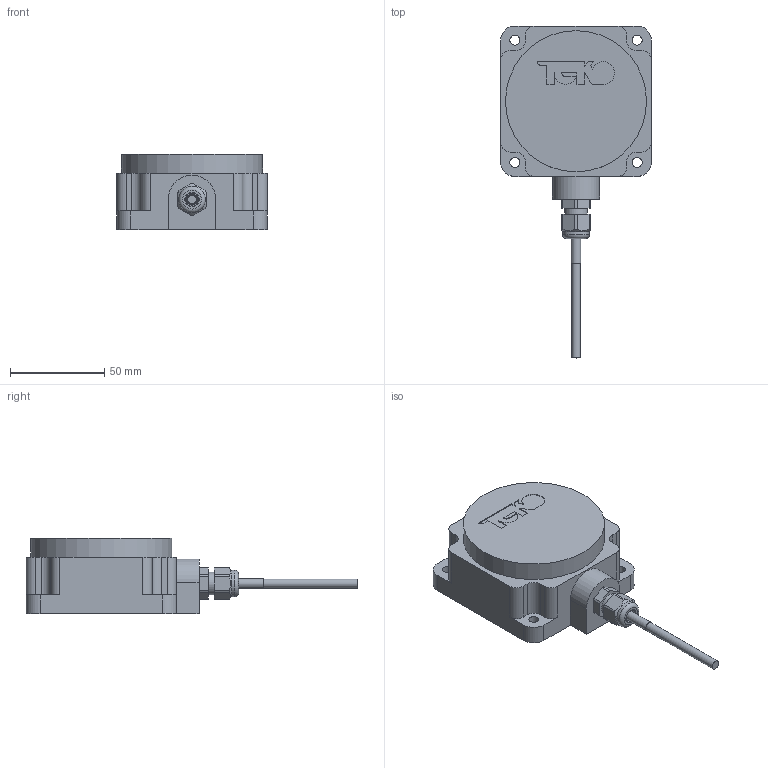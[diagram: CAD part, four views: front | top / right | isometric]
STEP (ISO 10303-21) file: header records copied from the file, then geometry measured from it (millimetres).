
FILE_DESCRIPTION(('STEP AP214'), '1');
FILE_NAME('騫捀-3710', '2020-12-19T05:23:51', ('odmin'), (''), 'ASCON STEP Converter 1.3', 'ASCON Math Kernel', '');
FILE_SCHEMA(('AUTOMOTIVE_DESIGN { 1 0 10303 214 3 1 1}'));
Length unit declared in the file: millimetre
Products named in the file (1): 2
Bounding box: 80 x 176.5 x 40 mm (x, y, z)
Volume: 231862.8 mm3; surface area: 29899.5 mm2
Topology: 2 solids, 2 shells, 120 faces, 310 edges, 205 vertices
Faces by surface type: plane 65, cylinder 47, torus 3, bspline 3, cone 2
Full cylindrical faces by diameter (mm): 4.8 x1, 5 x1, 5.3 x4, 6 x1, 7 x1, 8 x1, 11 x1, 12 x1, 14.1 x1, 75 x1
Entity records: 7571 total; most frequent: CARTESIAN_POINT 4513, DIRECTION 633, ORIENTED_EDGE 620, EDGE_CURVE 310, AXIS2_PLACEMENT_3D 221, VERTEX_POINT 205, LINE 191, VECTOR 191
